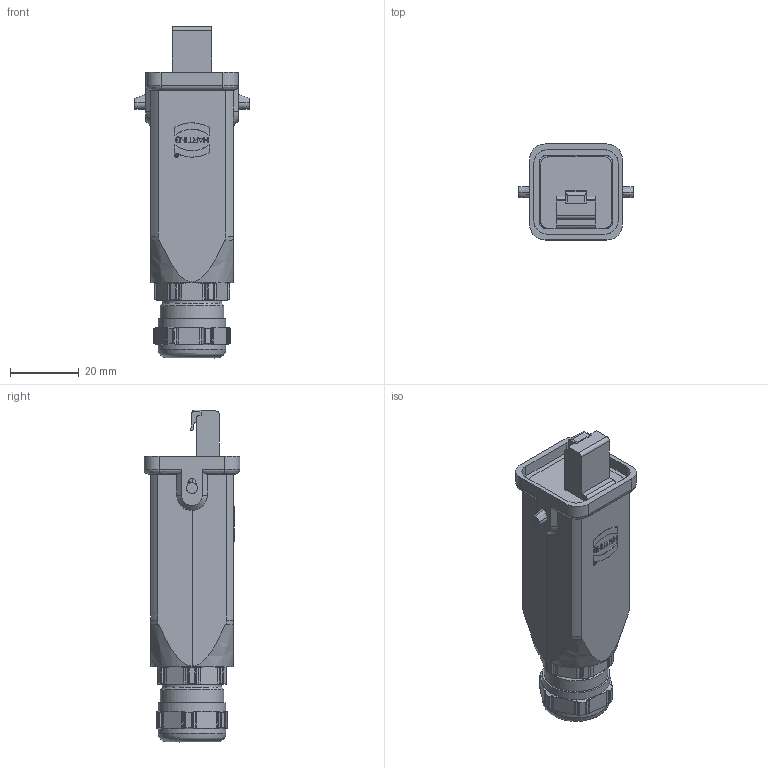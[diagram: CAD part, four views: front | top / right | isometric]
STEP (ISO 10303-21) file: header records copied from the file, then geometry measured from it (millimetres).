
FILE_DESCRIPTION((''),'2;1');
FILE_NAME( '09_45_IP67_metal_data_3A_straight_plug_M20.stp', '2006-01-20T17:25:06',('User'),('SDRC'),'I-DEAS Master Series 9','UNIX', 'Yes');
FILE_SCHEMA(('AUTOMOTIVE_DESIGN { 1 0 10303 214 1 1 1 1 }'));
Length unit declared in the file: millimetre
Products named in the file (1): 09451151100
Bounding box: 33.4 x 28 x 96.84 mm (x, y, z)
Volume: 36042.9 mm3; surface area: 17581.7 mm2
Topology: 1 solids, 1 shells, 381 faces, 1040 edges, 688 vertices
Faces by surface type: bspline 381
Entity records: 13027 total; most frequent: CARTESIAN_POINT 6984, ORIENTED_EDGE 2080, EDGE_CURVE 1040, VERTEX_POINT 688, B_SPLINE_CURVE_WITH_KNOTS 526, EDGE_LOOP 408, FACE_OUTER_BOUND 381, ADVANCED_FACE 381
